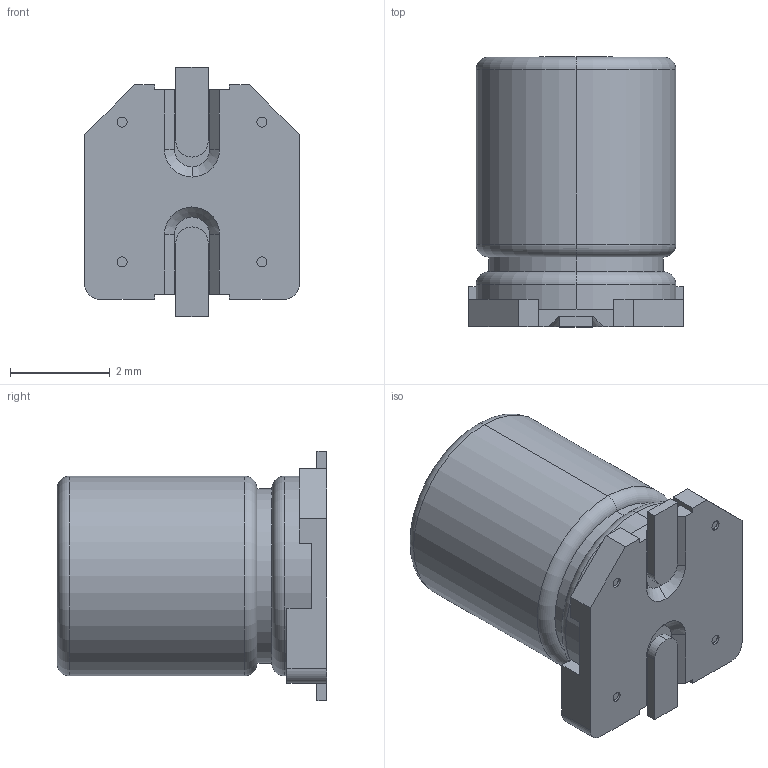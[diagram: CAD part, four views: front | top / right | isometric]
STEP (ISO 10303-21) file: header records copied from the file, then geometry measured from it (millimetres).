
FILE_DESCRIPTION (( 'STEP AP214' ), '1' );
FILE_NAME ('ALU_CAP_1uF_50V.STEP', '2023-11-01T13:11:08', ( '' ), ( '' ), 'SwSTEP 2.0', 'SolidWorks 2022', '' );
FILE_SCHEMA (( 'AUTOMOTIVE_DESIGN' ));
Length unit declared in the file: millimetre
Products named in the file (1): ALU_CAP_1uF_50V
Bounding box: 4.3 x 5.4 x 5 mm (x, y, z)
Volume: 69.3 mm3; surface area: 144 mm2
Topology: 4 solids, 4 shells, 87 faces, 254 edges, 186 vertices
Faces by surface type: plane 56, cylinder 22, torus 6, cone 3
Entity records: 3402 total; most frequent: CARTESIAN_POINT 886, ORIENTED_EDGE 508, DIRECTION 471, EDGE_CURVE 254, VERTEX_POINT 186, VECTOR 167, LINE 167, AXIS2_PLACEMENT_3D 152
